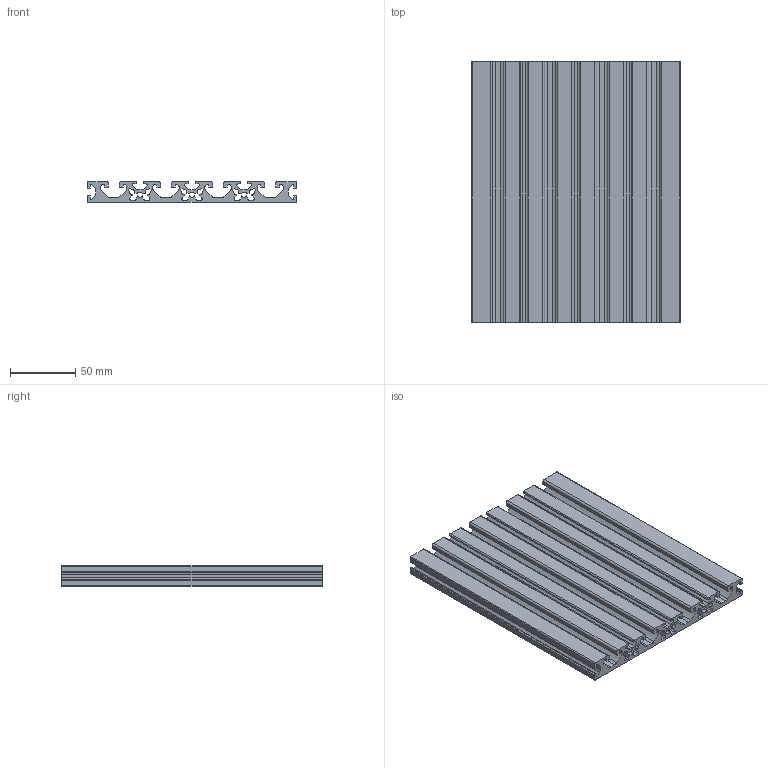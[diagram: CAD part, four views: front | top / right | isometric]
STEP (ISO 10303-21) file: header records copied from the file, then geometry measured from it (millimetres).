
FILE_DESCRIPTION (( 'STEP AP203' ), '1' );
FILE_NAME ('281161699_c_1.STEP', '2022-10-27T14:26:53', ( '' ), ( '' ), 'SwSTEP 2.0', 'SolidWorks 2014', '' );
FILE_SCHEMA (( 'CONFIG_CONTROL_DESIGN' ));
Length unit declared in the file: millimetre
Products named in the file (1): 281161699_c_1
Bounding box: 160 x 200 x 16 mm (x, y, z)
Volume: 273779.2 mm3; surface area: 168156.4 mm2
Topology: 1 solids, 1 shells, 357 faces, 1065 edges, 710 vertices
Faces by surface type: cylinder 215, plane 142
Entity records: 12258 total; most frequent: DIRECTION 2211, CARTESIAN_POINT 2133, ORIENTED_EDGE 2130, EDGE_CURVE 1065, AXIS2_PLACEMENT_3D 788, VERTEX_POINT 710, VECTOR 635, LINE 635
